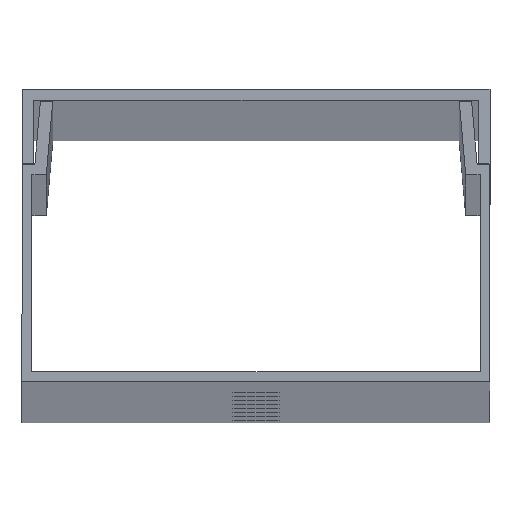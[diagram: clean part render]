
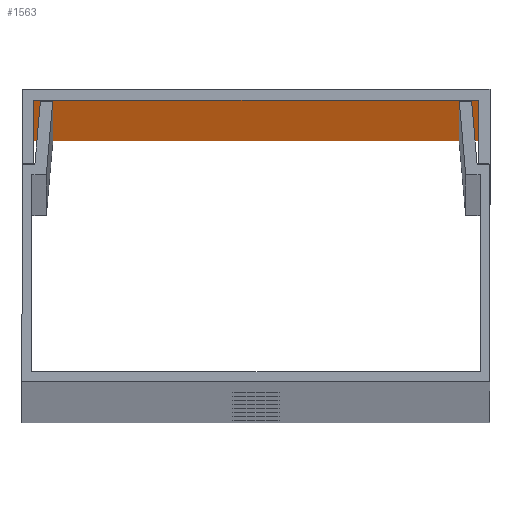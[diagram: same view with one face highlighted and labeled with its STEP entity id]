
A CAD part, top view. The second image highlights one B-rep face of the part: STEP entity #1563.
In plain terms, the highlighted planar face has unit normal (0, -1, 0).
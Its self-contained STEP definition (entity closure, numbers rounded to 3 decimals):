
#44 = EDGE_CURVE ( 'NONE', #1044, #736, #339, .T. ) ;
#67 = LINE ( 'NONE', #876, #77 ) ;
#70 = FACE_OUTER_BOUND ( 'NONE', #1119, .T. ) ;
#77 = VECTOR ( 'NONE', #491, 1000. ) ;
#111 = CARTESIAN_POINT ( 'NONE',  ( 19.004, 24.084, 1000. ) ) ;
#243 = PLANE ( 'NONE',  #480 ) ;
#339 = LINE ( 'NONE', #1572, #345 ) ;
#345 = VECTOR ( 'NONE', #980, 1000. ) ;
#378 = CARTESIAN_POINT ( 'NONE',  ( 19.004, 24.084, 1000. ) ) ;
#380 = DIRECTION ( 'NONE',  ( -1., 0., 0. ) ) ;
#480 = AXIS2_PLACEMENT_3D ( 'NONE', #111, #1191, #380 ) ;
#491 = DIRECTION ( 'NONE',  ( 1., 0., 0. ) ) ;
#538 = VERTEX_POINT ( 'NONE', #378 ) ;
#557 = EDGE_CURVE ( 'NONE', #1596, #538, #67, .T. ) ;
#621 = ORIENTED_EDGE ( 'NONE', *, *, #1532, .F. ) ;
#627 = ORIENTED_EDGE ( 'NONE', *, *, #1496, .T. ) ;
#736 = VERTEX_POINT ( 'NONE', #1411 ) ;
#776 = CARTESIAN_POINT ( 'NONE',  ( -19., 24.084, 1000. ) ) ;
#782 = DIRECTION ( 'NONE',  ( 0., 0., -1. ) ) ;
#855 = VECTOR ( 'NONE', #914, 1000. ) ;
#876 = CARTESIAN_POINT ( 'NONE',  ( 19.004, 24.084, 1000. ) ) ;
#914 = DIRECTION ( 'NONE',  ( 0., 0., -1. ) ) ;
#920 = CARTESIAN_POINT ( 'NONE',  ( 19.004, 24.084, 1000. ) ) ;
#926 = ORIENTED_EDGE ( 'NONE', *, *, #44, .T. ) ;
#938 = ORIENTED_EDGE ( 'NONE', *, *, #557, .F. ) ;
#980 = DIRECTION ( 'NONE',  ( 1., 0., 0. ) ) ;
#1044 = VERTEX_POINT ( 'NONE', #1588 ) ;
#1119 = EDGE_LOOP ( 'NONE', ( #926, #621, #938, #627 ) ) ;
#1191 = DIRECTION ( 'NONE',  ( 0., 1., 0. ) ) ;
#1277 = VECTOR ( 'NONE', #782, 1000. ) ;
#1339 = LINE ( 'NONE', #920, #1277 ) ;
#1411 = CARTESIAN_POINT ( 'NONE',  ( 19.004, 24.084, -1000. ) ) ;
#1467 = LINE ( 'NONE', #776, #855 ) ;
#1496 = EDGE_CURVE ( 'NONE', #1596, #1044, #1467, .T. ) ;
#1532 = EDGE_CURVE ( 'NONE', #538, #736, #1339, .T. ) ;
#1541 = CARTESIAN_POINT ( 'NONE',  ( -19., 24.084, 1000. ) ) ;
#1563 = ADVANCED_FACE ( 'NONE', ( #70 ), #243, .F. ) ;
#1572 = CARTESIAN_POINT ( 'NONE',  ( 19.004, 24.084, -1000. ) ) ;
#1588 = CARTESIAN_POINT ( 'NONE',  ( -19., 24.084, -1000. ) ) ;
#1596 = VERTEX_POINT ( 'NONE', #1541 ) ;
